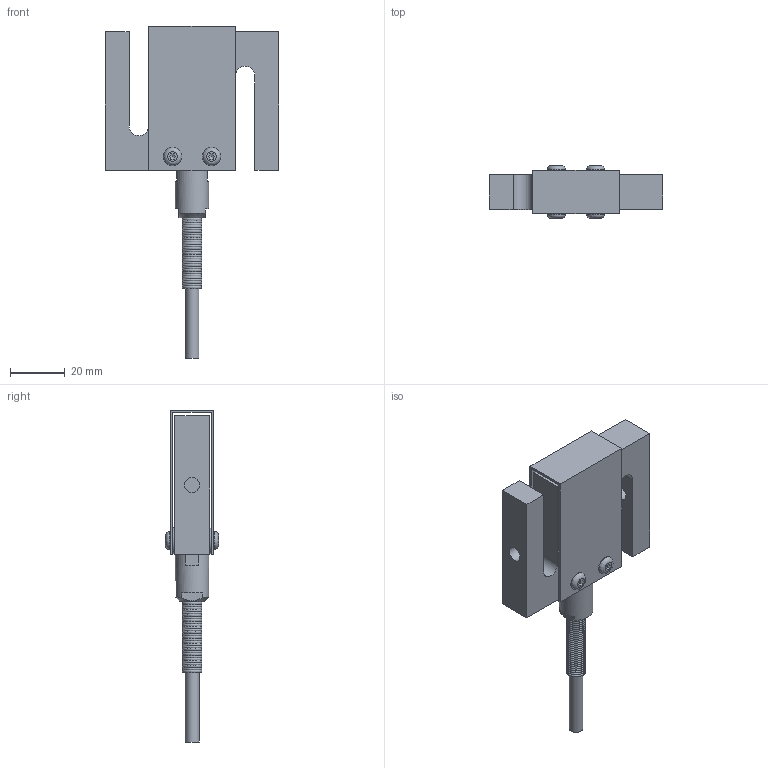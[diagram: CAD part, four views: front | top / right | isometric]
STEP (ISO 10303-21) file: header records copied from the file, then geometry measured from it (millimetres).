
FILE_DESCRIPTION((''),'2;1');
FILE_NAME('LSB300 1-4-28 Thread Cable.stp','2010-12-03T15:27:44',('thomasl'),(''),'Autodesk Inventor 2008','Autodesk Inventor 2008','');
FILE_SCHEMA(('AUTOMOTIVE_DESIGN { 1 0 10303 214 1 1 1 1 }'));
Length unit declared in the file: inch
Products named in the file (2): LSB300 1-4-28 Thread Cable; ~~~PART1
Assembly tree (1 placements, depth 2):
  LSB300 1-4-28 Thread Cable
    ~~~PART1
Bounding box: 63.5 x 19.46 x 121.38 mm (x, y, z)
Volume: 39653.7 mm3; surface area: 21668.5 mm2
Topology: 2 solids, 14 shells, 219 faces, 479 edges, 297 vertices
Faces by surface type: plane 91, bspline 70, cylinder 40, cone 16, torus 2
Full cylindrical faces by diameter (mm): 2.896 x6, 3.505 x4, 3.785 x4, 4.318 x4, 5.08 x2, 5.588 x2, 6.655 x4, 7.366 x2, 8 x1, 8.128 x1, 8.4 x2, 9.525 x4, 9.921 x1, 12.192 x1
Entity records: 10214 total; most frequent: CARTESIAN_POINT 6212, DIRECTION 776, ORIENTED_EDGE 662, EDGE_LOOP 386, EDGE_CURVE 331, AXIS2_PLACEMENT_3D 329, VERTEX_POINT 275, FACE_OUTER_BOUND 219
